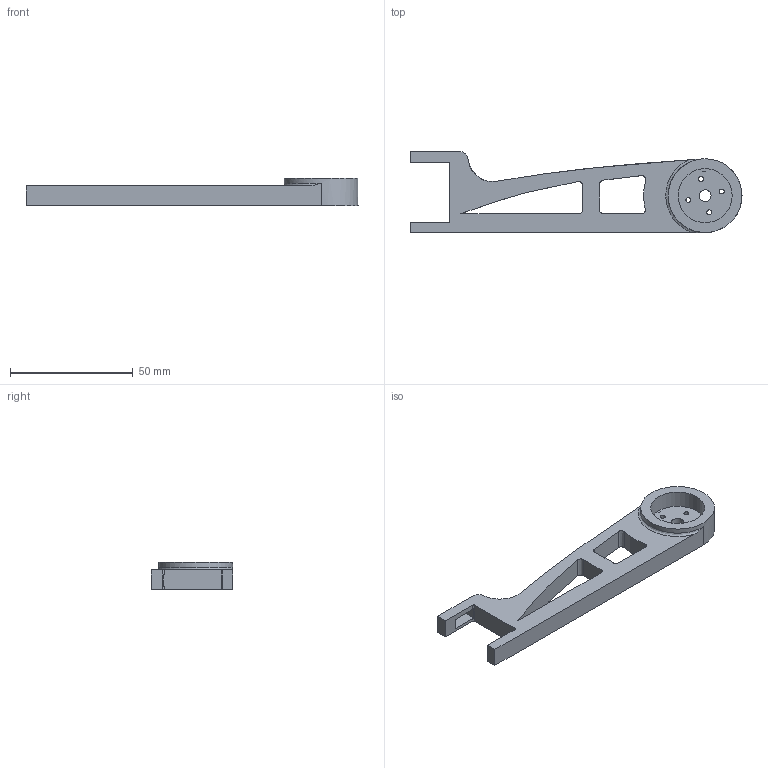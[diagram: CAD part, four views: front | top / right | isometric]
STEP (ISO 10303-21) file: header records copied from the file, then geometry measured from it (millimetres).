
FILE_DESCRIPTION(/* description */ (''),/* implementation_level */ '2;1');
FILE_NAME(/* name */ 'Link3.step',/* time_stamp */ '2024-07-02T18:26:18+05:30',/* author */ (''),/* organization */ (''),/* preprocessor_version */ 'ST-DEVELOPER v20',/* originating_system */ 'Autodesk Translation Framework v13.14.0.145',/* authorisation */ '');
FILE_SCHEMA (('AUTOMOTIVE_DESIGN { 1 0 10303 214 3 1 1 }'));
Length unit declared in the file: millimetre
Products named in the file (1): FusionComponent
Bounding box: 135 x 33 x 11 mm (x, y, z)
Volume: 19712.7 mm3; surface area: 10362.7 mm2
Topology: 1 solids, 1 shells, 46 faces, 132 edges, 88 vertices
Faces by surface type: plane 19, cylinder 17, bspline 9, torus 1
Full cylindrical faces by diameter (mm): 2 x4, 4.8 x1, 22 x1
Entity records: 1893 total; most frequent: CARTESIAN_POINT 670, ORIENTED_EDGE 264, DIRECTION 215, EDGE_CURVE 132, VERTEX_POINT 88, AXIS2_PLACEMENT_3D 74, LINE 67, VECTOR 67
